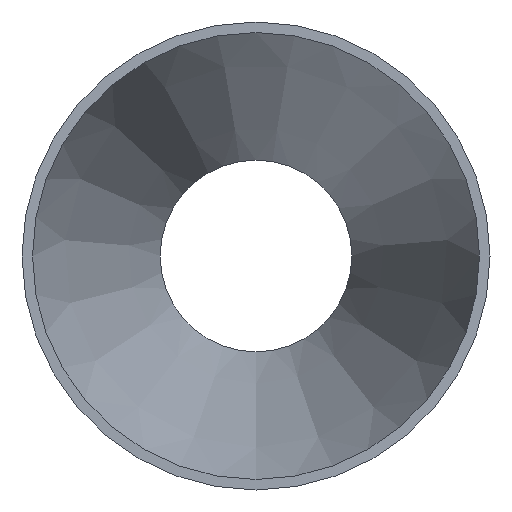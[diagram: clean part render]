
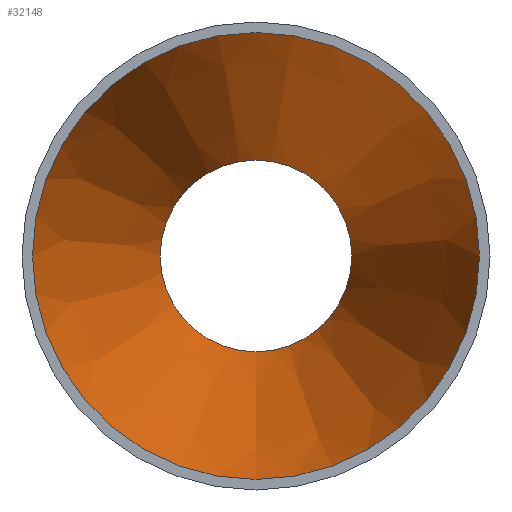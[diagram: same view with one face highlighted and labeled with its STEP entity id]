
A CAD part, front view. The second image highlights one B-rep face of the part: STEP entity #32148.
In plain terms, the highlighted conical face has half-angle 16.699 degrees and reference radius 66.718 mm.
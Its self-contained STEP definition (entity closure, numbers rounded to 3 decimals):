
#859 = ORIENTED_EDGE ( 'NONE', *, *, #29784, .F. ) ;
#1739 = ORIENTED_EDGE ( 'NONE', *, *, #4547, .T. ) ;
#3828 = DIRECTION ( 'NONE',  ( 0., -1., 0. ) ) ;
#4547 = EDGE_CURVE ( 'NONE', #19052, #19052, #16227, .T. ) ;
#7200 = EDGE_LOOP ( 'NONE', ( #859 ) ) ;
#7540 = DIRECTION ( 'NONE',  ( 0., 0., -1. ) ) ;
#7718 = CARTESIAN_POINT ( 'NONE',  ( 0., 127., 0. ) ) ;
#10373 = DIRECTION ( 'NONE',  ( 0., -1., 0. ) ) ;
#12694 = DIRECTION ( 'NONE',  ( 0., 0., -1. ) ) ;
#13054 = AXIS2_PLACEMENT_3D ( 'NONE', #7718, #34177, #12694 ) ;
#13982 = AXIS2_PLACEMENT_3D ( 'NONE', #29414, #10373, #7540 ) ;
#14072 = CARTESIAN_POINT ( 'NONE',  ( 0., 0., 0. ) ) ;
#14569 = DIRECTION ( 'NONE',  ( 0., 0., -1. ) ) ;
#16227 = CIRCLE ( 'NONE', #13982, 66.718 ) ;
#16516 = FACE_BOUND ( 'NONE', #7200, .T. ) ;
#16744 = CARTESIAN_POINT ( 'NONE',  ( 0., 0., -66.718 ) ) ;
#19052 = VERTEX_POINT ( 'NONE', #16744 ) ;
#21078 = AXIS2_PLACEMENT_3D ( 'NONE', #14072, #3828, #14569 ) ;
#21715 = CARTESIAN_POINT ( 'NONE',  ( 0., 127., -28.618 ) ) ;
#22035 = CIRCLE ( 'NONE', #13054, 28.618 ) ;
#27319 = FACE_OUTER_BOUND ( 'NONE', #34059, .T. ) ;
#29414 = CARTESIAN_POINT ( 'NONE',  ( 0., 0., 0. ) ) ;
#29784 = EDGE_CURVE ( 'NONE', #29841, #29841, #22035, .T. ) ;
#29841 = VERTEX_POINT ( 'NONE', #21715 ) ;
#30077 = CONICAL_SURFACE ( 'NONE', #21078, 66.718, 0.291 ) ;
#32148 = ADVANCED_FACE ( 'NONE', ( #16516, #27319 ), #30077, .F. ) ;
#34059 = EDGE_LOOP ( 'NONE', ( #1739 ) ) ;
#34177 = DIRECTION ( 'NONE',  ( 0., -1., 0. ) ) ;
